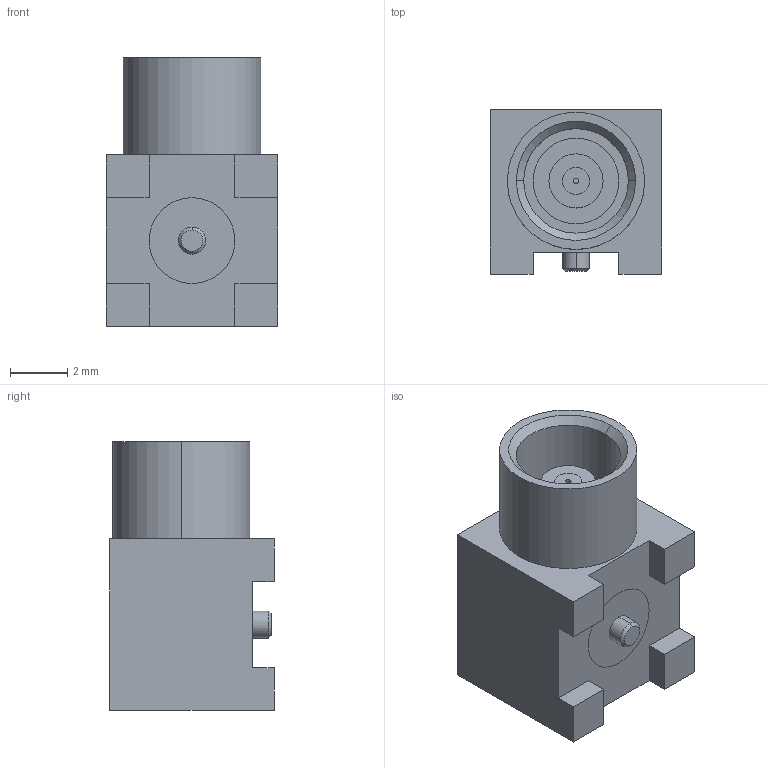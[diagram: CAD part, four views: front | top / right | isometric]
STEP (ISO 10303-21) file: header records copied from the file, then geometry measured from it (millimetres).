
FILE_DESCRIPTION (( 'STEP AP214' ), '1' );
FILE_NAME ('CONMCX002-SMD.STEP', '2020-11-02T23:04:36', ( '' ), ( '' ), 'SwSTEP 2.0', 'SolidWorks 2017', '' );
FILE_SCHEMA (( 'AUTOMOTIVE_DESIGN' ));
Length unit declared in the file: millimetre
Products named in the file (1): CONMCX002-SMD
Bounding box: 6 x 5.75 x 9.4 mm (x, y, z)
Volume: 213 mm3; surface area: 441.1 mm2
Topology: 3 solids, 3 shells, 62 faces, 142 edges, 90 vertices
Faces by surface type: plane 26, cylinder 22, torus 8, cone 6
Entity records: 1820 total; most frequent: DIRECTION 334, CARTESIAN_POINT 295, ORIENTED_EDGE 284, EDGE_CURVE 142, AXIS2_PLACEMENT_3D 129, VERTEX_POINT 90, VECTOR 76, LINE 76
